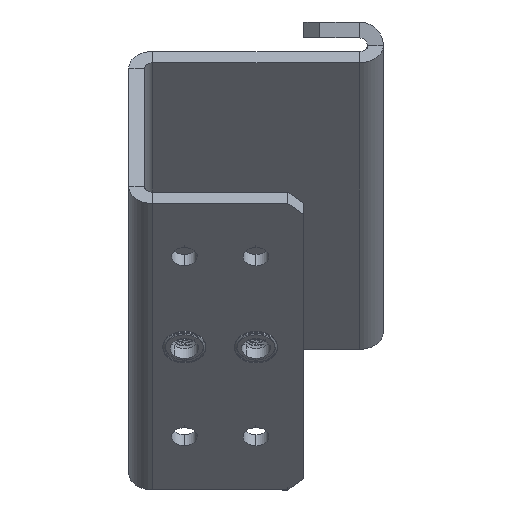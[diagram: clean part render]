
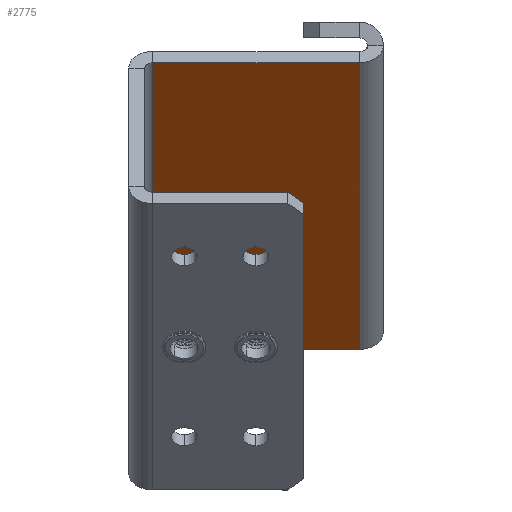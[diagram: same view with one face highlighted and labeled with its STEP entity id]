
A CAD part, left-side view. The second image highlights one B-rep face of the part: STEP entity #2775.
In plain terms, the highlighted planar face has unit normal (-0.707, 0, -0.707).
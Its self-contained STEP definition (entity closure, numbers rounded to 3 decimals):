
#95 = CARTESIAN_POINT ( 'NONE',  ( 53.782, 0., -60.518 ) ) ;
#126 = CARTESIAN_POINT ( 'NONE',  ( -3.368, 0., -3.368 ) ) ;
#213 = CARTESIAN_POINT ( 'NONE',  ( -3.368, 42.862, -3.368 ) ) ;
#239 = ORIENTED_EDGE ( 'NONE', *, *, #7075, .F. ) ;
#619 = ORIENTED_EDGE ( 'NONE', *, *, #6035, .T. ) ;
#919 = DIRECTION ( 'NONE',  ( 0.707, 0., 0.707 ) ) ;
#965 = FACE_OUTER_BOUND ( 'NONE', #1010, .T. ) ;
#1010 = EDGE_LOOP ( 'NONE', ( #239, #5898, #619, #5844 ) ) ;
#1209 = VECTOR ( 'NONE', #4444, 1000. ) ;
#1578 = VERTEX_POINT ( 'NONE', #8049 ) ;
#1579 = VECTOR ( 'NONE', #1613, 1000. ) ;
#1613 = DIRECTION ( 'NONE',  ( 0.707, 0., -0.707 ) ) ;
#2118 = DIRECTION ( 'NONE',  ( 0.707, 0., -0.707 ) ) ;
#2175 = EDGE_CURVE ( 'NONE', #1578, #3331, #3932, .T. ) ;
#2263 = VERTEX_POINT ( 'NONE', #3468 ) ;
#2283 = CARTESIAN_POINT ( 'NONE',  ( -3.368, 0., -3.368 ) ) ;
#2577 = EDGE_CURVE ( 'NONE', #5939, #2263, #5916, .T. ) ;
#2775 = ADVANCED_FACE ( 'NONE', ( #965 ), #7950, .F. ) ;
#2918 = DIRECTION ( 'NONE',  ( 0.707, 0., -0.707 ) ) ;
#3331 = VERTEX_POINT ( 'NONE', #3365 ) ;
#3365 = CARTESIAN_POINT ( 'NONE',  ( 53.782, 1.587, -60.518 ) ) ;
#3414 = VECTOR ( 'NONE', #2118, 1000. ) ;
#3468 = CARTESIAN_POINT ( 'NONE',  ( -3.368, 42.862, -3.368 ) ) ;
#3932 = LINE ( 'NONE', #95, #1209 ) ;
#4444 = DIRECTION ( 'NONE',  ( 0., -1., 0. ) ) ;
#4606 = DIRECTION ( 'NONE',  ( 0., 1., 0. ) ) ;
#4825 = CARTESIAN_POINT ( 'NONE',  ( 53.782, 1.587, -60.518 ) ) ;
#5323 = CARTESIAN_POINT ( 'NONE',  ( -3.368, 1.588, -3.368 ) ) ;
#5696 = VECTOR ( 'NONE', #4606, 1000. ) ;
#5844 = ORIENTED_EDGE ( 'NONE', *, *, #2175, .T. ) ;
#5898 = ORIENTED_EDGE ( 'NONE', *, *, #2577, .T. ) ;
#5916 = LINE ( 'NONE', #126, #5696 ) ;
#5939 = VERTEX_POINT ( 'NONE', #5323 ) ;
#6035 = EDGE_CURVE ( 'NONE', #2263, #1578, #7876, .T. ) ;
#7046 = AXIS2_PLACEMENT_3D ( 'NONE', #2283, #919, #2918 ) ;
#7075 = EDGE_CURVE ( 'NONE', #5939, #3331, #8045, .T. ) ;
#7876 = LINE ( 'NONE', #213, #3414 ) ;
#7950 = PLANE ( 'NONE',  #7046 ) ;
#8045 = LINE ( 'NONE', #4825, #1579 ) ;
#8049 = CARTESIAN_POINT ( 'NONE',  ( 53.782, 42.862, -60.518 ) ) ;
